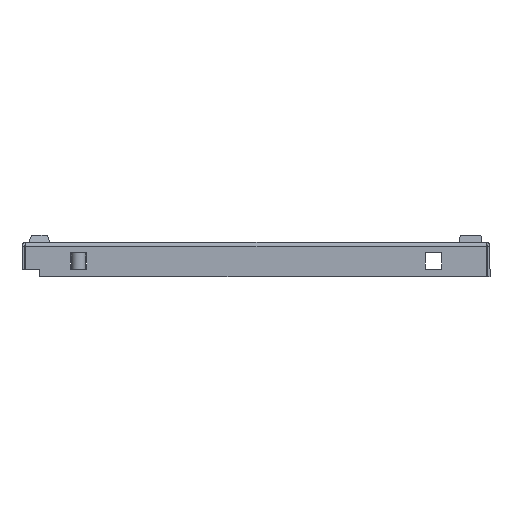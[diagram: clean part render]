
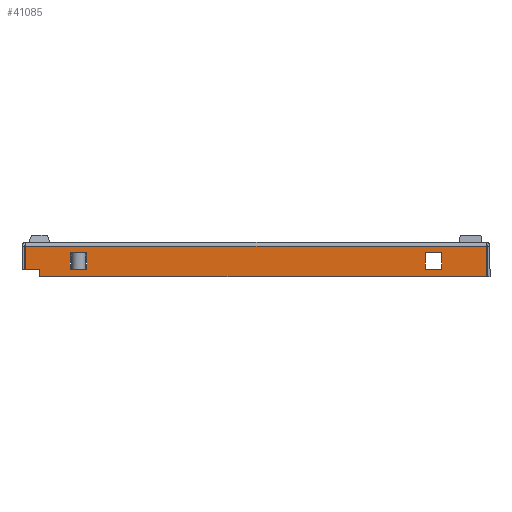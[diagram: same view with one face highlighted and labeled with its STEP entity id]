
A CAD part, front view. The second image highlights one B-rep face of the part: STEP entity #41085.
In plain terms, the highlighted planar face has unit normal (0, -1, 0).
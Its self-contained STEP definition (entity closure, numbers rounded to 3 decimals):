
#26 = LINE ( 'NONE', #67520, #28 ) ;
#28 = VECTOR ( 'NONE', #67524, 1000. ) ;
#47 = LINE ( 'NONE', #67597, #55 ) ;
#53 = LINE ( 'NONE', #67617, #69 ) ;
#55 = VECTOR ( 'NONE', #67598, 1000. ) ;
#60 = LINE ( 'NONE', #67605, #63 ) ;
#63 = VECTOR ( 'NONE', #67606, 1000. ) ;
#69 = VECTOR ( 'NONE', #67618, 1000. ) ;
#127 = LINE ( 'NONE', #67694, #128 ) ;
#128 = VECTOR ( 'NONE', #67695, 1000. ) ;
#3316 = ORIENTED_EDGE ( 'NONE', *, *, #54876, .T. ) ;
#3320 = ORIENTED_EDGE ( 'NONE', *, *, #54706, .F. ) ;
#3343 = ORIENTED_EDGE ( 'NONE', *, *, #54622, .F. ) ;
#3350 = ORIENTED_EDGE ( 'NONE', *, *, #54629, .T. ) ;
#3353 = ORIENTED_EDGE ( 'NONE', *, *, #54712, .T. ) ;
#3373 = ORIENTED_EDGE ( 'NONE', *, *, #54615, .T. ) ;
#3390 = ORIENTED_EDGE ( 'NONE', *, *, #54885, .T. ) ;
#3406 = ORIENTED_EDGE ( 'NONE', *, *, #54700, .T. ) ;
#3436 = ORIENTED_EDGE ( 'NONE', *, *, #54969, .T. ) ;
#3453 = ORIENTED_EDGE ( 'NONE', *, *, #54895, .T. ) ;
#3470 = ORIENTED_EDGE ( 'NONE', *, *, #54755, .T. ) ;
#3500 = ORIENTED_EDGE ( 'NONE', *, *, #54741, .T. ) ;
#3516 = ORIENTED_EDGE ( 'NONE', *, *, #54748, .T. ) ;
#3533 = ORIENTED_EDGE ( 'NONE', *, *, #54834, .T. ) ;
#7141 = FACE_BOUND ( 'NONE', #67051, .T. ) ;
#7165 = FACE_OUTER_BOUND ( 'NONE', #67049, .T. ) ;
#7166 = FACE_BOUND ( 'NONE', #67048, .T. ) ;
#41085 = ADVANCED_FACE ( 'NONE', ( #7165, #7166, #7141 ), #62262, .F. ) ;
#54615 = EDGE_CURVE ( 'NONE', #67097, #67095, #94742, .T. ) ;
#54622 = EDGE_CURVE ( 'NONE', #67101, #67119, #94745, .T. ) ;
#54629 = EDGE_CURVE ( 'NONE', #67118, #67099, #94753, .T. ) ;
#54700 = EDGE_CURVE ( 'NONE', #67120, #67097, #94784, .T. ) ;
#54706 = EDGE_CURVE ( 'NONE', #67119, #67114, #94786, .T. ) ;
#54712 = EDGE_CURVE ( 'NONE', #67111, #67118, #94798, .T. ) ;
#54741 = EDGE_CURVE ( 'NONE', #67090, #67117, #94818, .T. ) ;
#54748 = EDGE_CURVE ( 'NONE', #67093, #67091, #94819, .T. ) ;
#54755 = EDGE_CURVE ( 'NONE', #67094, #67120, #94824, .T. ) ;
#54834 = EDGE_CURVE ( 'NONE', #67091, #67090, #26, .T. ) ;
#54876 = EDGE_CURVE ( 'NONE', #67099, #67114, #47, .T. ) ;
#54885 = EDGE_CURVE ( 'NONE', #67101, #67111, #60, .T. ) ;
#54895 = EDGE_CURVE ( 'NONE', #67095, #67094, #53, .T. ) ;
#54969 = EDGE_CURVE ( 'NONE', #67117, #67093, #127, .T. ) ;
#60804 = AXIS2_PLACEMENT_3D ( 'NONE', #62263, #62267, #62261 ) ;
#62261 = DIRECTION ( 'NONE',  ( 0., 0., 1. ) ) ;
#62262 = PLANE ( 'NONE',  #60804 ) ;
#62263 = CARTESIAN_POINT ( 'NONE',  ( 130.25, -99., -18. ) ) ;
#62267 = DIRECTION ( 'NONE',  ( 0., 1., 0. ) ) ;
#65180 = CARTESIAN_POINT ( 'NONE',  ( -105.25, -99., -4.25 ) ) ;
#65244 = CARTESIAN_POINT ( 'NONE',  ( -130.5, -99., -0.75 ) ) ;
#65248 = DIRECTION ( 'NONE',  ( 1., 0., 0. ) ) ;
#65276 = DIRECTION ( 'NONE',  ( 0., 0., 1. ) ) ;
#65297 = CARTESIAN_POINT ( 'NONE',  ( 130.25, -99., -18. ) ) ;
#65299 = DIRECTION ( 'NONE',  ( 1., 0., 0. ) ) ;
#67048 = EDGE_LOOP ( 'NONE', ( #3406, #3373, #3453, #3470 ) ) ;
#67049 = EDGE_LOOP ( 'NONE', ( #3353, #3350, #3316, #3320, #3343, #3390 ) ) ;
#67051 = EDGE_LOOP ( 'NONE', ( #3436, #3516, #3533, #3500 ) ) ;
#67090 = VERTEX_POINT ( 'NONE', #77840 ) ;
#67091 = VERTEX_POINT ( 'NONE', #77842 ) ;
#67093 = VERTEX_POINT ( 'NONE', #77846 ) ;
#67094 = VERTEX_POINT ( 'NONE', #77848 ) ;
#67095 = VERTEX_POINT ( 'NONE', #77850 ) ;
#67097 = VERTEX_POINT ( 'NONE', #77854 ) ;
#67099 = VERTEX_POINT ( 'NONE', #77858 ) ;
#67101 = VERTEX_POINT ( 'NONE', #77862 ) ;
#67111 = VERTEX_POINT ( 'NONE', #77882 ) ;
#67114 = VERTEX_POINT ( 'NONE', #77888 ) ;
#67117 = VERTEX_POINT ( 'NONE', #77894 ) ;
#67118 = VERTEX_POINT ( 'NONE', #77896 ) ;
#67119 = VERTEX_POINT ( 'NONE', #77898 ) ;
#67120 = VERTEX_POINT ( 'NONE', #77900 ) ;
#67315 = CARTESIAN_POINT ( 'NONE',  ( -261.009, -99., -0.75 ) ) ;
#67321 = CARTESIAN_POINT ( 'NONE',  ( -105.25, -99., -4.25 ) ) ;
#67330 = DIRECTION ( 'NONE',  ( 0., 0., 1. ) ) ;
#67337 = DIRECTION ( 'NONE',  ( 1., 0., 0. ) ) ;
#67342 = CARTESIAN_POINT ( 'NONE',  ( -122.5, -99., -18. ) ) ;
#67343 = DIRECTION ( 'NONE',  ( 0., 0., -1. ) ) ;
#67392 = CARTESIAN_POINT ( 'NONE',  ( 95.75, -99., -4.25 ) ) ;
#67394 = DIRECTION ( 'NONE',  ( 0., 0., 1. ) ) ;
#67403 = CARTESIAN_POINT ( 'NONE',  ( 105.25, -99., -4.25 ) ) ;
#67413 = DIRECTION ( 'NONE',  ( 0., 0., -1. ) ) ;
#67423 = CARTESIAN_POINT ( 'NONE',  ( -105.25, -99., -13.75 ) ) ;
#67424 = DIRECTION ( 'NONE',  ( -1., 0., 0. ) ) ;
#67520 = CARTESIAN_POINT ( 'NONE',  ( 105.25, -99., -13.75 ) ) ;
#67524 = DIRECTION ( 'NONE',  ( -1., 0., 0. ) ) ;
#67597 = CARTESIAN_POINT ( 'NONE',  ( 130.5, -99., -0.75 ) ) ;
#67598 = DIRECTION ( 'NONE',  ( 0., 0., 1. ) ) ;
#67605 = CARTESIAN_POINT ( 'NONE',  ( -130.5, -99., -14. ) ) ;
#67606 = DIRECTION ( 'NONE',  ( 1., 0., 0. ) ) ;
#67617 = CARTESIAN_POINT ( 'NONE',  ( -95.75, -99., -4.25 ) ) ;
#67618 = DIRECTION ( 'NONE',  ( 0., 0., -1. ) ) ;
#67694 = CARTESIAN_POINT ( 'NONE',  ( 105.25, -99., -4.25 ) ) ;
#67695 = DIRECTION ( 'NONE',  ( 1., 0., 0. ) ) ;
#77840 = CARTESIAN_POINT ( 'NONE',  ( 95.75, -99., -13.75 ) ) ;
#77842 = CARTESIAN_POINT ( 'NONE',  ( 105.25, -99., -13.75 ) ) ;
#77846 = CARTESIAN_POINT ( 'NONE',  ( 105.25, -99., -4.25 ) ) ;
#77848 = CARTESIAN_POINT ( 'NONE',  ( -95.75, -99., -13.75 ) ) ;
#77850 = CARTESIAN_POINT ( 'NONE',  ( -95.75, -99., -4.25 ) ) ;
#77854 = CARTESIAN_POINT ( 'NONE',  ( -105.25, -99., -4.25 ) ) ;
#77858 = CARTESIAN_POINT ( 'NONE',  ( 130.5, -99., -18. ) ) ;
#77862 = CARTESIAN_POINT ( 'NONE',  ( -130.5, -99., -14. ) ) ;
#77882 = CARTESIAN_POINT ( 'NONE',  ( -122.5, -99., -14. ) ) ;
#77888 = CARTESIAN_POINT ( 'NONE',  ( 130.5, -99., -0.75 ) ) ;
#77894 = CARTESIAN_POINT ( 'NONE',  ( 95.75, -99., -4.25 ) ) ;
#77896 = CARTESIAN_POINT ( 'NONE',  ( -122.5, -99., -18. ) ) ;
#77898 = CARTESIAN_POINT ( 'NONE',  ( -130.5, -99., -0.75 ) ) ;
#77900 = CARTESIAN_POINT ( 'NONE',  ( -105.25, -99., -13.75 ) ) ;
#94742 = LINE ( 'NONE', #65180, #94747 ) ;
#94745 = LINE ( 'NONE', #65244, #94751 ) ;
#94747 = VECTOR ( 'NONE', #65248, 1000. ) ;
#94751 = VECTOR ( 'NONE', #65276, 1000. ) ;
#94753 = LINE ( 'NONE', #65297, #94755 ) ;
#94755 = VECTOR ( 'NONE', #65299, 1000. ) ;
#94784 = LINE ( 'NONE', #67321, #94788 ) ;
#94786 = LINE ( 'NONE', #67315, #94795 ) ;
#94788 = VECTOR ( 'NONE', #67330, 1000. ) ;
#94795 = VECTOR ( 'NONE', #67337, 1000. ) ;
#94798 = LINE ( 'NONE', #67342, #94801 ) ;
#94801 = VECTOR ( 'NONE', #67343, 1000. ) ;
#94818 = LINE ( 'NONE', #67392, #94820 ) ;
#94819 = LINE ( 'NONE', #67403, #94821 ) ;
#94820 = VECTOR ( 'NONE', #67394, 1000. ) ;
#94821 = VECTOR ( 'NONE', #67413, 1000. ) ;
#94824 = LINE ( 'NONE', #67423, #94827 ) ;
#94827 = VECTOR ( 'NONE', #67424, 1000. ) ;
